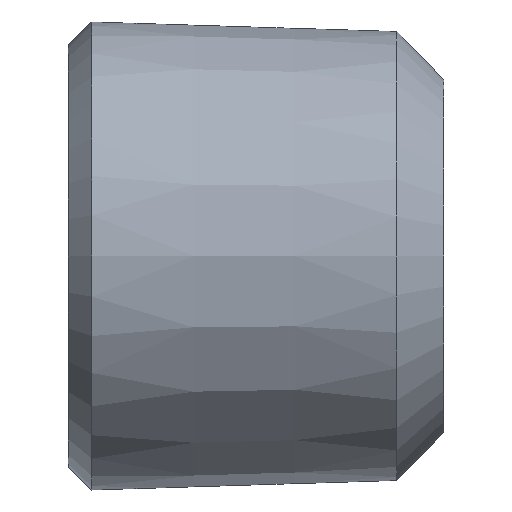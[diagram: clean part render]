
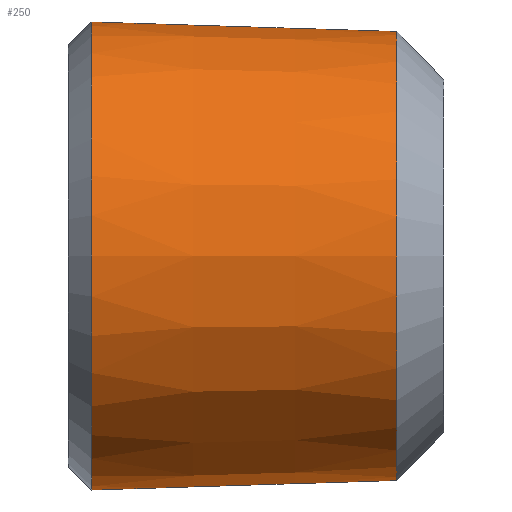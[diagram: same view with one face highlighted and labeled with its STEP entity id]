
A CAD part, front view. The second image highlights one B-rep face of the part: STEP entity #250.
In plain terms, the highlighted conical face has half-angle 1.79 degrees and reference radius 4.875 mm.
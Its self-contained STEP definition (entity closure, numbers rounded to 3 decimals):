
#22=CONICAL_SURFACE('',#282,4.875,1.79);
#34=FACE_BOUND('',#98,.T.);
#74=FACE_OUTER_BOUND('',#97,.T.);
#97=EDGE_LOOP('',(#206));
#98=EDGE_LOOP('',(#207));
#115=CIRCLE('',#280,4.984);
#117=CIRCLE('',#283,4.781);
#133=VERTEX_POINT('',#434);
#135=VERTEX_POINT('',#439);
#162=EDGE_CURVE('',#133,#133,#115,.T.);
#164=EDGE_CURVE('',#135,#135,#117,.T.);
#206=ORIENTED_EDGE('',*,*,#164,.F.);
#207=ORIENTED_EDGE('',*,*,#162,.F.);
#250=ADVANCED_FACE('',(#74,#34),#22,.T.);
#280=AXIS2_PLACEMENT_3D('',#435,#346,#347);
#282=AXIS2_PLACEMENT_3D('',#438,#350,#351);
#283=AXIS2_PLACEMENT_3D('',#440,#352,#353);
#346=DIRECTION('center_axis',(-1.,0.,0.));
#347=DIRECTION('ref_axis',(0.,0.,-1.));
#350=DIRECTION('center_axis',(-1.,0.,0.));
#351=DIRECTION('ref_axis',(0.,0.,1.));
#352=DIRECTION('center_axis',(1.,0.,0.));
#353=DIRECTION('ref_axis',(0.,0.,-1.));
#434=CARTESIAN_POINT('',(0.5,0.,4.984));
#435=CARTESIAN_POINT('Origin',(0.5,0.,
0.));
#438=CARTESIAN_POINT('Origin',(4.,0.,0.));
#439=CARTESIAN_POINT('',(7.,0.,4.781));
#440=CARTESIAN_POINT('Origin',(7.,0.,0.));
